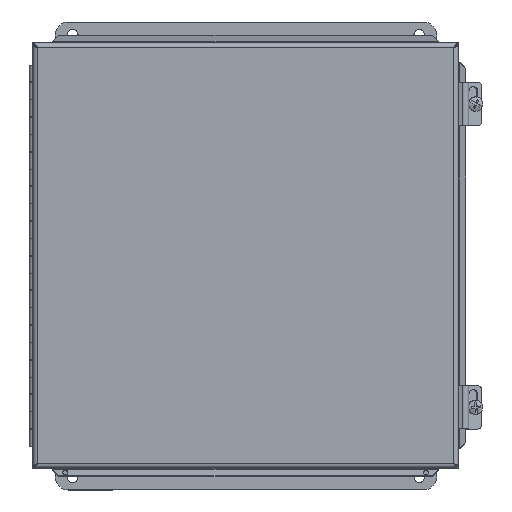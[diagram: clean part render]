
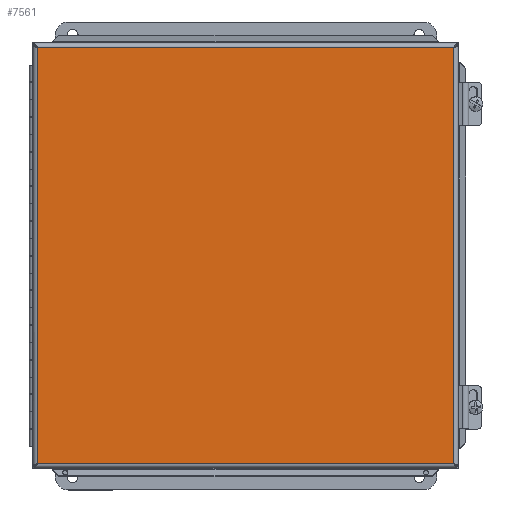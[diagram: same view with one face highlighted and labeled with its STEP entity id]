
A CAD part, top view. The second image highlights one B-rep face of the part: STEP entity #7561.
In plain terms, the highlighted planar face has unit normal (0, 0, 1).
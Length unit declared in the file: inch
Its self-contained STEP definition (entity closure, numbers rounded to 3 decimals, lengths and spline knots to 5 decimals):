
#853=PLANE('',#8370);
#1448=LINE('',#12780,#2186);
#1488=LINE('',#13048,#2226);
#1591=LINE('',#13448,#2329);
#1592=LINE('',#13450,#2330);
#2186=VECTOR('',#9946,0.3937);
#2226=VECTOR('',#10010,0.3937);
#2329=VECTOR('',#10281,0.3937);
#2330=VECTOR('',#10284,0.3937);
#2834=FACE_OUTER_BOUND('',#3302,.T.);
#3302=EDGE_LOOP('',(#7149,#7150,#7151,#7152));
#3986=VERTEX_POINT('',#12501);
#4017=VERTEX_POINT('',#12649);
#4045=VERTEX_POINT('',#12779);
#4065=VERTEX_POINT('',#12961);
#4957=EDGE_CURVE('',#4045,#4017,#1448,.T.);
#5008=EDGE_CURVE('',#3986,#4065,#1488,.T.);
#5141=EDGE_CURVE('',#4017,#3986,#1591,.T.);
#5142=EDGE_CURVE('',#4065,#4045,#1592,.T.);
#7149=ORIENTED_EDGE('',*,*,#5141,.T.);
#7150=ORIENTED_EDGE('',*,*,#5008,.T.);
#7151=ORIENTED_EDGE('',*,*,#5142,.T.);
#7152=ORIENTED_EDGE('',*,*,#4957,.T.);
#7561=ADVANCED_FACE('',(#2834),#853,.T.);
#8370=AXIS2_PLACEMENT_3D('',#13451,#10285,#10286);
#9946=DIRECTION('',(0.,-1.,0.));
#10010=DIRECTION('',(0.,1.,0.));
#10281=DIRECTION('',(1.,0.,0.));
#10284=DIRECTION('',(-1.,0.,0.));
#10285=DIRECTION('center_axis',(0.,0.,1.));
#10286=DIRECTION('ref_axis',(1.,0.,0.));
#12501=CARTESIAN_POINT('',(6.0035,-6.0035,0.059));
#12649=CARTESIAN_POINT('',(-6.0035,-6.0035,0.059));
#12779=CARTESIAN_POINT('',(-6.0035,6.0035,0.059));
#12780=CARTESIAN_POINT('',(-6.0035,3.00175,0.059));
#12961=CARTESIAN_POINT('',(6.0035,6.0035,0.059));
#13048=CARTESIAN_POINT('',(6.0035,-3.00175,0.059));
#13448=CARTESIAN_POINT('',(-3.00175,-6.0035,0.059));
#13450=CARTESIAN_POINT('',(3.00175,6.0035,0.059));
#13451=CARTESIAN_POINT('Origin',(0.,0.,
0.059));
